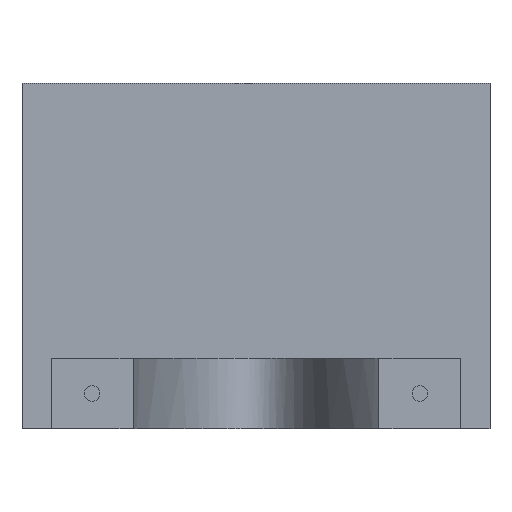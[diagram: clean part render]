
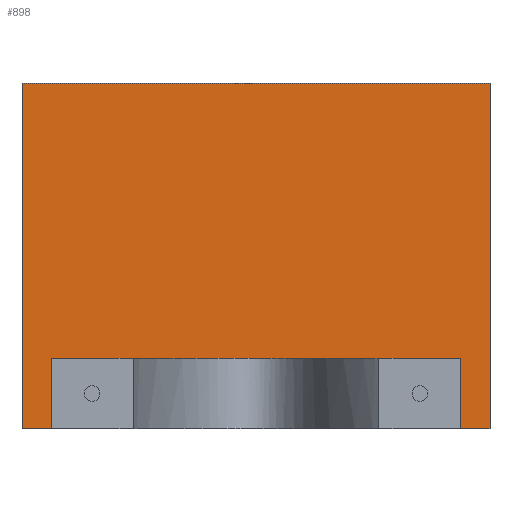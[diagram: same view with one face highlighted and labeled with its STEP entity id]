
A CAD part, front view. The second image highlights one B-rep face of the part: STEP entity #898.
In plain terms, the highlighted planar face has unit normal (0, -1, 0).
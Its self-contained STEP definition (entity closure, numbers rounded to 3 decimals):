
#52=PLANE('',#991);
#96=FACE_OUTER_BOUND('',#147,.T.);
#147=EDGE_LOOP('',(#775,#776,#777,#778,#779,#780,#781,#782));
#182=LINE('',#1338,#265);
#204=LINE('',#1398,#287);
#223=LINE('',#1461,#306);
#227=LINE('',#1570,#310);
#228=LINE('',#1571,#311);
#229=LINE('',#1573,#312);
#230=LINE('',#1575,#313);
#231=LINE('',#1576,#314);
#265=VECTOR('',#1080,10.);
#287=VECTOR('',#1124,10.);
#306=VECTOR('',#1183,10.);
#310=VECTOR('',#1203,10.);
#311=VECTOR('',#1204,10.);
#312=VECTOR('',#1205,10.);
#313=VECTOR('',#1206,10.);
#314=VECTOR('',#1207,10.);
#390=VERTEX_POINT('',#1335);
#391=VERTEX_POINT('',#1337);
#417=VERTEX_POINT('',#1395);
#418=VERTEX_POINT('',#1397);
#435=VERTEX_POINT('',#1568);
#436=VERTEX_POINT('',#1569);
#437=VERTEX_POINT('',#1572);
#438=VERTEX_POINT('',#1574);
#487=EDGE_CURVE('',#390,#391,#182,.T.);
#517=EDGE_CURVE('',#417,#418,#204,.T.);
#545=EDGE_CURVE('',#391,#417,#223,.T.);
#555=EDGE_CURVE('',#435,#436,#227,.T.);
#556=EDGE_CURVE('',#418,#436,#228,.T.);
#557=EDGE_CURVE('',#437,#390,#229,.T.);
#558=EDGE_CURVE('',#437,#438,#230,.T.);
#559=EDGE_CURVE('',#438,#435,#231,.T.);
#775=ORIENTED_EDGE('',*,*,#555,.T.);
#776=ORIENTED_EDGE('',*,*,#556,.F.);
#777=ORIENTED_EDGE('',*,*,#517,.F.);
#778=ORIENTED_EDGE('',*,*,#545,.F.);
#779=ORIENTED_EDGE('',*,*,#487,.F.);
#780=ORIENTED_EDGE('',*,*,#557,.F.);
#781=ORIENTED_EDGE('',*,*,#558,.T.);
#782=ORIENTED_EDGE('',*,*,#559,.T.);
#898=ADVANCED_FACE('',(#96),#52,.T.);
#991=AXIS2_PLACEMENT_3D('',#1567,#1201,#1202);
#1080=DIRECTION('',(0.,0.,1.));
#1124=DIRECTION('',(0.,0.,-1.));
#1183=DIRECTION('',(1.,0.,0.));
#1201=DIRECTION('center_axis',(0.,-1.,0.));
#1202=DIRECTION('ref_axis',(0.,0.,-1.));
#1203=DIRECTION('',(0.,0.,-1.));
#1204=DIRECTION('',(-1.,0.,0.));
#1205=DIRECTION('',(-1.,0.,0.));
#1206=DIRECTION('',(0.,0.,1.));
#1207=DIRECTION('',(1.,0.,0.));
#1335=CARTESIAN_POINT('',(-40.,-16.5,0.));
#1337=CARTESIAN_POINT('',(-40.,-16.5,59.));
#1338=CARTESIAN_POINT('',(-40.,-16.5,0.));
#1395=CARTESIAN_POINT('',(40.,-16.5,59.));
#1397=CARTESIAN_POINT('',(40.,-16.5,0.));
#1398=CARTESIAN_POINT('',(40.,-16.5,59.));
#1461=CARTESIAN_POINT('',(-40.,-16.5,59.));
#1567=CARTESIAN_POINT('Origin',(0.,-16.5,29.5));
#1568=CARTESIAN_POINT('',(35.,-16.5,12.));
#1569=CARTESIAN_POINT('',(35.,-16.5,0.));
#1570=CARTESIAN_POINT('',(35.,-16.5,0.));
#1571=CARTESIAN_POINT('',(40.,-16.5,0.));
#1572=CARTESIAN_POINT('',(-35.,-16.5,0.));
#1573=CARTESIAN_POINT('',(40.,-16.5,0.));
#1574=CARTESIAN_POINT('',(-35.,-16.5,12.));
#1575=CARTESIAN_POINT('',(-35.,-16.5,0.));
#1576=CARTESIAN_POINT('',(-20.,-16.5,12.));
